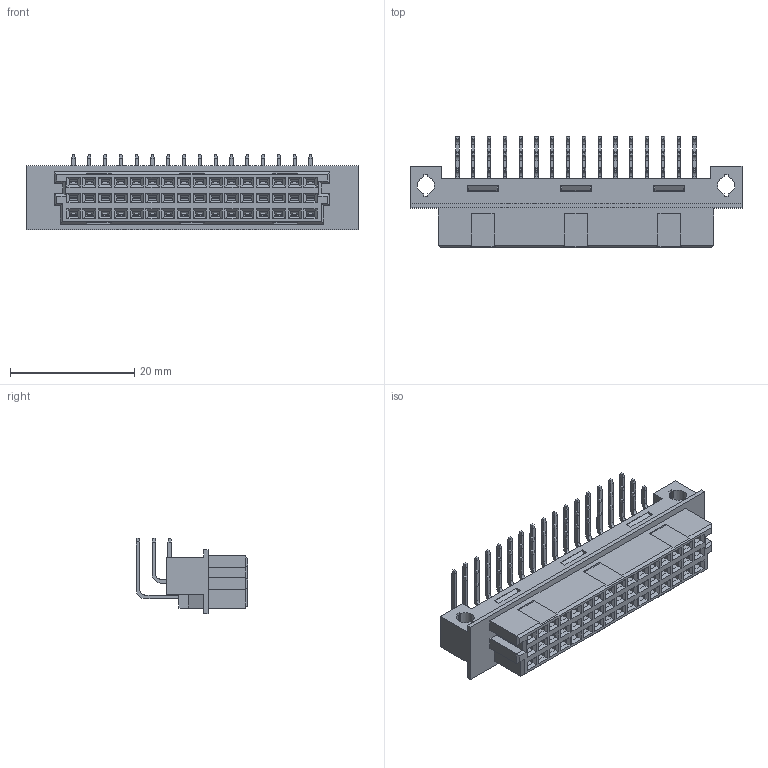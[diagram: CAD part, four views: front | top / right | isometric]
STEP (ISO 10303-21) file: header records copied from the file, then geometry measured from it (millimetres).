
FILE_DESCRIPTION((''),'2;1');
FILE_NAME('PRT0002','2024-07-11T',('gongcheng5'),(''),'PRO/ENGINEER BY PARAMETRIC TECHNOLOGY CORPORATION, 2010280','PRO/ENGINEER BY PARAMETRIC TECHNOLOGY CORPORATION, 2010280','');
FILE_SCHEMA(('CONFIG_CONTROL_DESIGN'));
Products named in the file (1): PRT0002
Bounding box: 53.38 x 17.95 x 12.13 mm (x, y, z)
Volume: 3291.5 mm3; surface area: 9526 mm2
Topology: 1 solids, 1 shells, 5313 faces, 15012 edges, 9714 vertices
Faces by surface type: plane 3965, cylinder 1348
Entity records: 173056 total; most frequent: CARTESIAN_POINT 35319, ORIENTED_EDGE 30024, DIRECTION 26846, EDGE_CURVE 15012, VECTOR 11980, LINE 11980, VERTEX_POINT 9714, AXIS2_PLACEMENT_3D 7433
